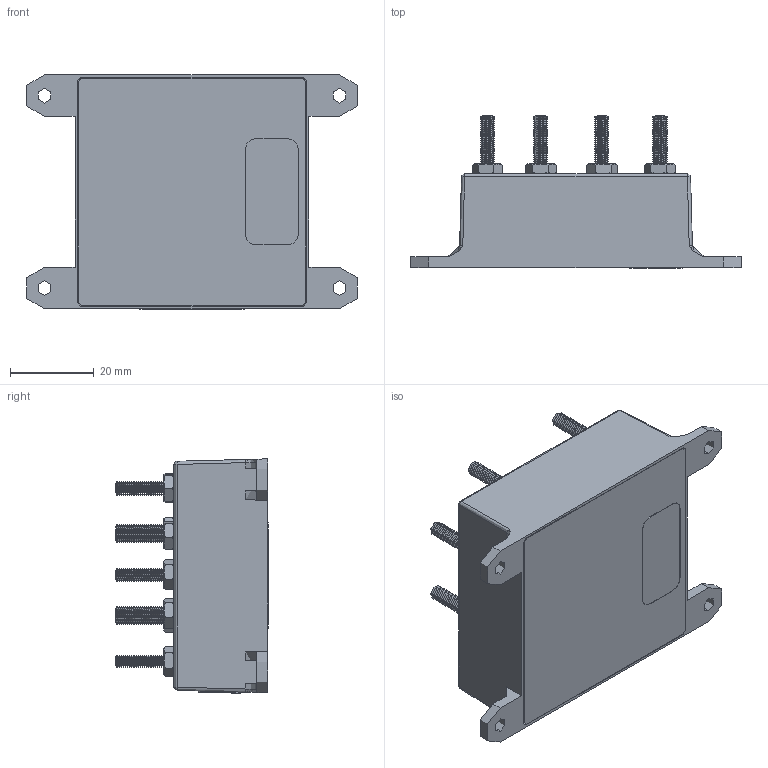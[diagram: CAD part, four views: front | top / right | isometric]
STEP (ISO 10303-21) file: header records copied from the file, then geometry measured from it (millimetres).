
FILE_DESCRIPTION (( 'STEP AP214' ), '1' );
FILE_NAME ('1100-640-E.STEP', '2019-01-22T20:36:16', ( '' ), ( '' ), 'SwSTEP 2.0', 'SolidWorks 2018', '' );
FILE_SCHEMA (( 'AUTOMOTIVE_DESIGN' ));
Length unit declared in the file: inch
Products named in the file (45): 2001-117; 2100-037; 2103-057; 3800-164; 2003-654; 2001-049; 2200-169; 2001-050; 2003-1052; 2021-113; 1100-640-E; 2100-037_2100-037; 2250-296
Assembly tree (44 placements, depth 4):
  2103-057
  3800-164
  2003-654
  2001-049
  3800-164
Bounding box: 79.04 x 36.36 x 55.97 mm (x, y, z)
Volume: 29652.8 mm3; surface area: 35856.4 mm2
Topology: 32 solids, 32 shells, 7341 faces, 19083 edges, 12048 vertices
Faces by surface type: plane 4311, cone 1426, cylinder 863, bspline 737, sphere 4
Entity records: 213621 total; most frequent: CARTESIAN_POINT 66555, ORIENTED_EDGE 22844, DIRECTION 17320, EDGE_CURVE 11422, LINE 9466, VECTOR 9466, VERTEX_POINT 7534, EDGE_LOOP 4434
